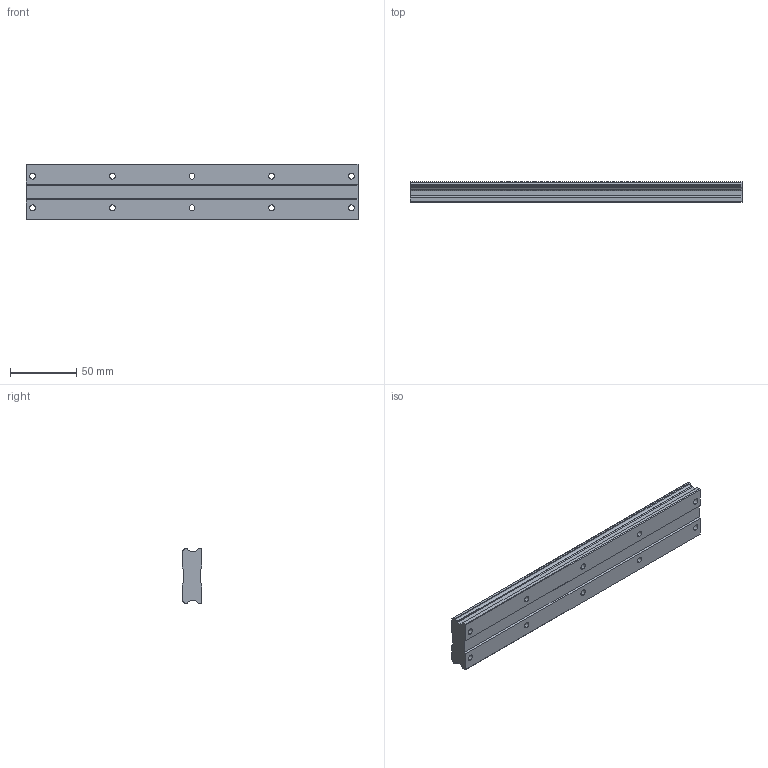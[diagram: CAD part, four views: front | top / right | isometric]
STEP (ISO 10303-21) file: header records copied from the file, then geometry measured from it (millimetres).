
FILE_DESCRIPTION (( 'STEP AP214' ), '1' );
FILE_NAME ('HRW27CA1SS-250L_G5_0_B-M6F_88-6_0_0_0_1.STEP', '2021-07-05T10:58:15', ( '' ), ( '' ), 'SwSTEP 2.0', 'SolidWorks 2021', '' );
FILE_SCHEMA (( 'AUTOMOTIVE_DESIGN' ));
Length unit declared in the file: millimetre
Products named in the file (2): _HRW27CA2505 Track; HRW27CA1SS-250L_G5_0_B-M6F_88-6_0_0_0_1
Assembly tree (1 placements, depth 2):
  HRW27CA1SS-250L_G5_0_B-M6F_88-6_0_0_0_1
    _HRW27CA2505 Track
Bounding box: 250 x 15 x 42 mm (x, y, z)
Volume: 138932.8 mm3; surface area: 32753.7 mm2
Topology: 1 solids, 1 shells, 85 faces, 219 edges, 146 vertices
Faces by surface type: cylinder 45, plane 40
Entity records: 2729 total; most frequent: DIRECTION 487, CARTESIAN_POINT 454, ORIENTED_EDGE 438, EDGE_CURVE 219, AXIS2_PLACEMENT_3D 179, VERTEX_POINT 146, VECTOR 129, LINE 129
